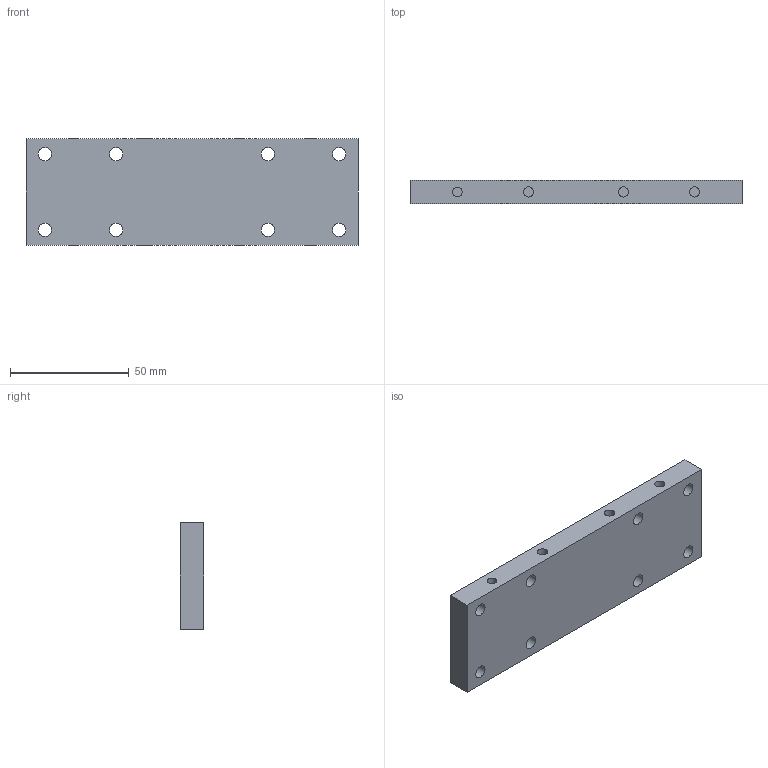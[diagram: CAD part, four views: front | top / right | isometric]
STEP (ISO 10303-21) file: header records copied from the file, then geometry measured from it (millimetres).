
FILE_DESCRIPTION(/* description */ (''),/* implementation_level */ '2;1');
FILE_NAME(/* name */ 'Plaque_axe_Y v1.step',/* time_stamp */ '2024-09-28T09:38:29+02:00',/* author */ (''),/* organization */ (''),/* preprocessor_version */ 'ST-DEVELOPER v20',/* originating_system */ 'Autodesk Translation Framework v13.20.0.188',/* authorisation */ '');
FILE_SCHEMA (('AUTOMOTIVE_DESIGN { 1 0 10303 214 3 1 1 }'));
Length unit declared in the file: millimetre
Products named in the file (1): Plaque_axe_Y
Bounding box: 140 x 10 x 45 mm (x, y, z)
Volume: 59379.1 mm3; surface area: 18912.5 mm2
Topology: 1 solids, 1 shells, 30 faces, 60 edges, 40 vertices
Faces by surface type: cylinder 16, plane 14
Full cylindrical faces by diameter (mm): 4.073 x1, 4.3 x7, 5.5 x8
Entity records: 861 total; most frequent: DIRECTION 154, CARTESIAN_POINT 131, ORIENTED_EDGE 120, AXIS2_PLACEMENT_3D 63, EDGE_CURVE 60, EDGE_LOOP 54, VERTEX_POINT 40, CIRCLE 32
